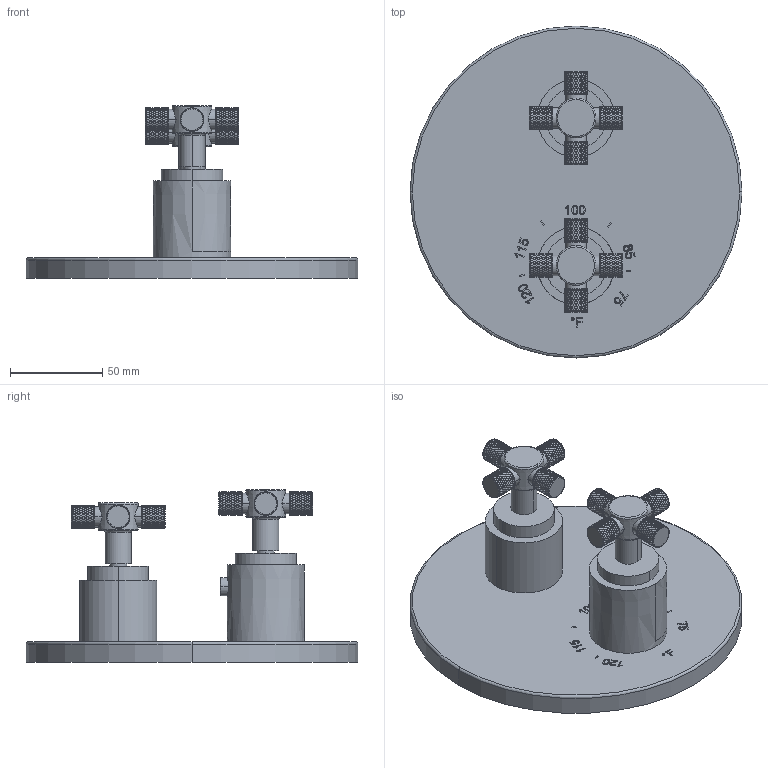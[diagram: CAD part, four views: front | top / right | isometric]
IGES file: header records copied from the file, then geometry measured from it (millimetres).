
Start section:  PTC IGES file: 3-3303tr.igs
Global section: file name: 3-3303tr.igs; native system: Creo Parametric by PTC Inc.; preprocessor: 2018400; author: jinson.thomas; organization: Unknown; date: 20210921.100128; units: inch
Bounding box: 180.09 x 180.09 x 93.76 mm (x, y, z)
Volume: 430818 mm3; surface area: 81091.5 mm2
Topology: 1 solids, 1 shells, 12972 faces, 27081 edges, 14166 vertices
Faces by surface type: bspline 9994, revolution 2800, extrusion 178
